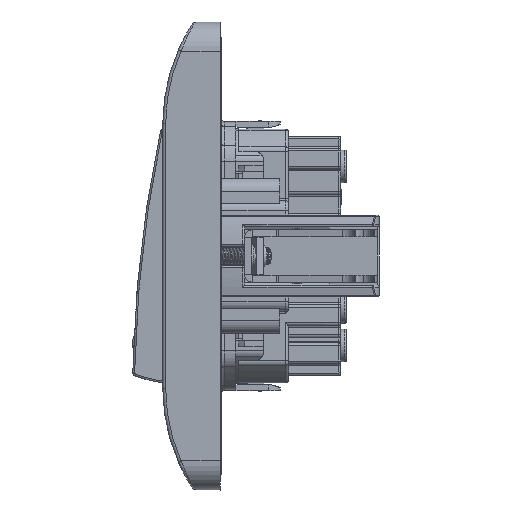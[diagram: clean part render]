
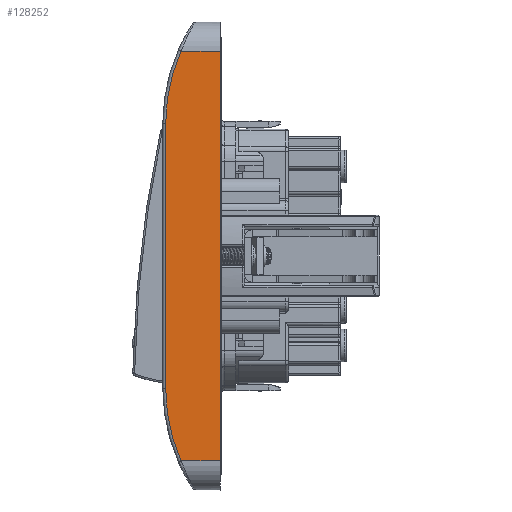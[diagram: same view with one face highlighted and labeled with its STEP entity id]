
A CAD part, left-side view. The second image highlights one B-rep face of the part: STEP entity #128252.
In plain terms, the highlighted planar face has unit normal (-1, 0, 0).
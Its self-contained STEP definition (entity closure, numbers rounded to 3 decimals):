
#120175=DIRECTION('',(0.,0.,-1.));
#120176=VECTOR('',#120175,45.33);
#120177=CARTESIAN_POINT('',(-40.,8.,22.665));
#120178=LINE('',#120177,#120176);
#120183=CARTESIAN_POINT('',(-40.,-22.5,22.665));
#120184=DIRECTION('',(1.,0.,0.));
#120185=DIRECTION('',(0.,1.,0.));
#120186=AXIS2_PLACEMENT_3D('',#120183,#120184,#120185);
#120188=CARTESIAN_POINT('',(-40.,-22.5,-22.665));
#120189=DIRECTION('',(1.,0.,0.));
#120190=DIRECTION('',(0.,0.915,-0.404));
#120191=AXIS2_PLACEMENT_3D('',#120188,#120189,#120190);
#120300=DIRECTION('',(0.,-1.,
0.));
#120301=VECTOR('',#120300,6.694);
#120302=CARTESIAN_POINT('',(-40.,5.394,
-35.));
#120303=LINE('',#120302,#120301);
#120402=DIRECTION('',(0.,0.,1.));
#120403=VECTOR('',#120402,70.);
#120404=CARTESIAN_POINT('',(-40.,-1.3,-35.));
#120405=LINE('',#120404,#120403);
#120463=DIRECTION('',(0.,1.,0.));
#120464=VECTOR('',#120463,6.694);
#120465=CARTESIAN_POINT('',(-40.,-1.3,35.));
#120466=LINE('',#120465,#120464);
#126703=CARTESIAN_POINT('',(-40.,8.,22.665));
#126704=CARTESIAN_POINT('',(-40.,8.,-22.665));
#126705=VERTEX_POINT('',#126703);
#126706=VERTEX_POINT('',#126704);
#126707=CARTESIAN_POINT('',(-40.,5.394,35.));
#126708=VERTEX_POINT('',#126707);
#126709=CARTESIAN_POINT('',(-40.,-1.3,35.));
#126710=VERTEX_POINT('',#126709);
#126711=CARTESIAN_POINT('',(-40.,-1.3,-35.));
#126712=VERTEX_POINT('',#126711);
#126713=CARTESIAN_POINT('',(-40.,5.394,
-35.));
#126714=VERTEX_POINT('',#126713);
#128234=CARTESIAN_POINT('',(-40.,3.5,0.));
#128235=DIRECTION('',(1.,0.,0.));
#128236=DIRECTION('',(0.,0.,-1.));
#128237=AXIS2_PLACEMENT_3D('',#128234,#128235,#128236);
#128238=PLANE('',#128237);
#128239=ORIENTED_EDGE('',*,*,#128224,.F.);
#128241=ORIENTED_EDGE('',*,*,#128240,.T.);
#128243=ORIENTED_EDGE('',*,*,#128242,.F.);
#128245=ORIENTED_EDGE('',*,*,#128244,.F.);
#128247=ORIENTED_EDGE('',*,*,#128246,.F.);
#128249=ORIENTED_EDGE('',*,*,#128248,.T.);
#128250=EDGE_LOOP('',(#128239,#128241,#128243,#128245,#128247,#128249));
#128251=FACE_OUTER_BOUND('',#128250,.F.);
#120187=CIRCLE('',#120186,30.5);
#120192=CIRCLE('',#120191,30.5);
#128224=EDGE_CURVE('',#126705,#126706,#120178,.T.);
#128240=EDGE_CURVE('',#126705,#126708,#120187,.T.);
#128242=EDGE_CURVE('',#126710,#126708,#120466,.T.);
#128244=EDGE_CURVE('',#126712,#126710,#120405,.T.);
#128246=EDGE_CURVE('',#126714,#126712,#120303,.T.);
#128248=EDGE_CURVE('',#126714,#126706,#120192,.T.);
#128252=ADVANCED_FACE('',(#128251),#128238,.F.);
